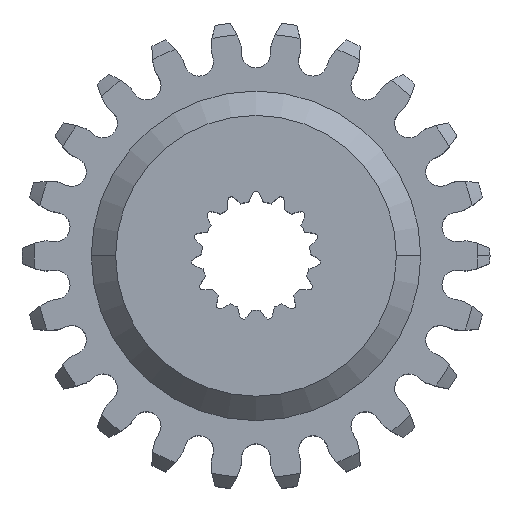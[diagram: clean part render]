
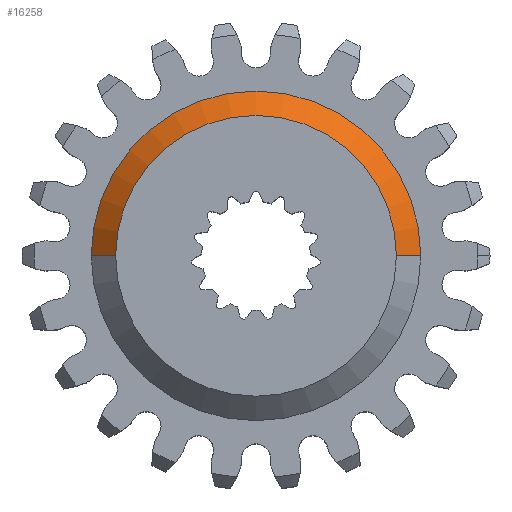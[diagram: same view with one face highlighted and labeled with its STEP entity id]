
A CAD part, top view. The second image highlights one B-rep face of the part: STEP entity #16258.
In plain terms, the highlighted conical face has half-angle 45 degrees and reference radius 10.732 mm.
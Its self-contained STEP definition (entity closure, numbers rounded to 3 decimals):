
#249 = DIRECTION ( 'NONE',  ( 1., 0., 0. ) ) ;
#541 = ORIENTED_EDGE ( 'NONE', *, *, #9258, .F. ) ;
#1129 = CIRCLE ( 'NONE', #4707, 10.732 ) ;
#1355 = CARTESIAN_POINT ( 'NONE',  ( 9.144, 0., 6.35 ) ) ;
#1402 = EDGE_CURVE ( 'NONE', #12729, #15889, #16188, .T. ) ;
#1681 = VERTEX_POINT ( 'NONE', #11616 ) ;
#1843 = DIRECTION ( 'NONE',  ( -1., 0., 0. ) ) ;
#3136 = AXIS2_PLACEMENT_3D ( 'NONE', #16013, #4340, #1843 ) ;
#3266 = CARTESIAN_POINT ( 'NONE',  ( -10.732, 0., 4.763 ) ) ;
#3298 = DIRECTION ( 'NONE',  ( -1., 0., 0. ) ) ;
#3763 = EDGE_CURVE ( 'NONE', #12729, #13116, #8282, .T. ) ;
#3907 = ORIENTED_EDGE ( 'NONE', *, *, #1402, .T. ) ;
#4211 = DIRECTION ( 'NONE',  ( 0., 0., -1. ) ) ;
#4340 = DIRECTION ( 'NONE',  ( 0., 0., -1. ) ) ;
#4707 = AXIS2_PLACEMENT_3D ( 'NONE', #11994, #4211, #249 ) ;
#5089 = VECTOR ( 'NONE', #16789, 1000. ) ;
#6026 = EDGE_CURVE ( 'NONE', #15889, #1681, #7955, .T. ) ;
#6144 = ORIENTED_EDGE ( 'NONE', *, *, #3763, .F. ) ;
#6911 = FACE_OUTER_BOUND ( 'NONE', #10733, .T. ) ;
#7955 = LINE ( 'NONE', #14210, #10650 ) ;
#8282 = LINE ( 'NONE', #13499, #5089 ) ;
#9258 = EDGE_CURVE ( 'NONE', #13116, #1681, #1129, .T. ) ;
#9353 = AXIS2_PLACEMENT_3D ( 'NONE', #12474, #11191, #3298 ) ;
#9413 = CARTESIAN_POINT ( 'NONE',  ( -9.144, 0., 6.35 ) ) ;
#10650 = VECTOR ( 'NONE', #13009, 1000. ) ;
#10733 = EDGE_LOOP ( 'NONE', ( #3907, #14706, #541, #6144 ) ) ;
#11191 = DIRECTION ( 'NONE',  ( 0., 0., -1. ) ) ;
#11616 = CARTESIAN_POINT ( 'NONE',  ( 10.732, 0., 4.763 ) ) ;
#11994 = CARTESIAN_POINT ( 'NONE',  ( 0., 0., 4.763 ) ) ;
#12474 = CARTESIAN_POINT ( 'NONE',  ( 0., 0., 6.35 ) ) ;
#12729 = VERTEX_POINT ( 'NONE', #9413 ) ;
#13009 = DIRECTION ( 'NONE',  ( 0.707, 0., -0.707 ) ) ;
#13116 = VERTEX_POINT ( 'NONE', #3266 ) ;
#13499 = CARTESIAN_POINT ( 'NONE',  ( -10.732, 0., 4.763 ) ) ;
#14210 = CARTESIAN_POINT ( 'NONE',  ( 10.732, 0., 4.763 ) ) ;
#14706 = ORIENTED_EDGE ( 'NONE', *, *, #6026, .T. ) ;
#15889 = VERTEX_POINT ( 'NONE', #1355 ) ;
#16013 = CARTESIAN_POINT ( 'NONE',  ( 0., 0., 4.763 ) ) ;
#16188 = CIRCLE ( 'NONE', #9353, 9.144 ) ;
#16258 = ADVANCED_FACE ( 'NONE', ( #6911 ), #16550, .T. ) ;
#16550 = CONICAL_SURFACE ( 'NONE', #3136, 10.732, 0.785 ) ;
#16789 = DIRECTION ( 'NONE',  ( -0.707, 0., -0.707 ) ) ;
